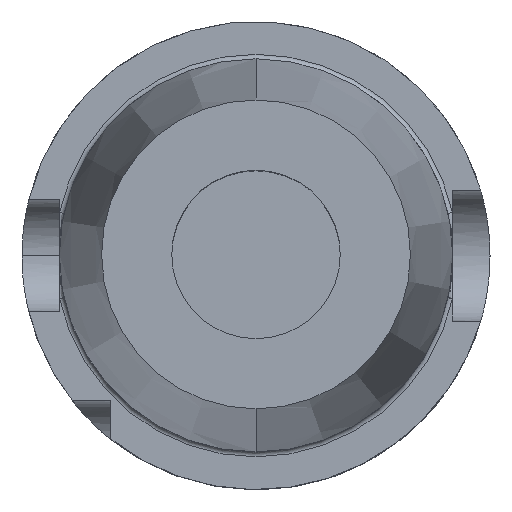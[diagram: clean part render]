
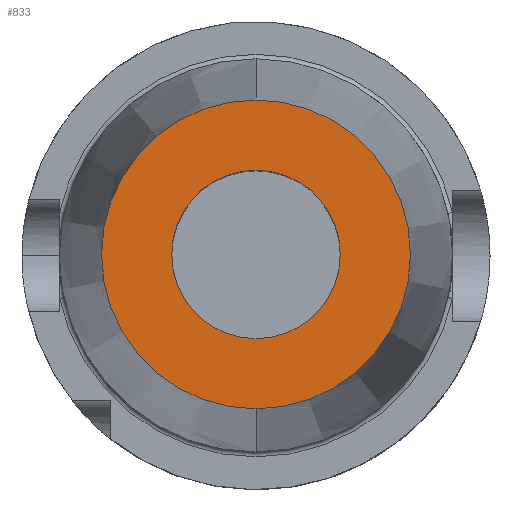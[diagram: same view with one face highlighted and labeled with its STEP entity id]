
A CAD part, top view. The second image highlights one B-rep face of the part: STEP entity #833.
In plain terms, the highlighted planar face has unit normal (0, 0, 1).
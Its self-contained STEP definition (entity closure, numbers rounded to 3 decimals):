
#27 = CARTESIAN_POINT ( 'NONE',  ( 0., 0., 95. ) ) ;
#310 = DIRECTION ( 'NONE',  ( 0., 1., 0. ) ) ;
#541 = CARTESIAN_POINT ( 'NONE',  ( 0., 0., 95. ) ) ;
#556 = DIRECTION ( 'NONE',  ( 0., 0., -1. ) ) ;
#570 = AXIS2_PLACEMENT_3D ( 'NONE', #2671, #1102, #310 ) ;
#573 = DIRECTION ( 'NONE',  ( -1., 0., 0. ) ) ;
#585 = CARTESIAN_POINT ( 'NONE',  ( 0., 0., 95. ) ) ;
#660 = AXIS2_PLACEMENT_3D ( 'NONE', #27, #805, #3121 ) ;
#677 = DIRECTION ( 'NONE',  ( 0., 0., -1. ) ) ;
#739 = CARTESIAN_POINT ( 'NONE',  ( -9., 0., 95. ) ) ;
#805 = DIRECTION ( 'NONE',  ( 0., 0., 1. ) ) ;
#833 = ADVANCED_FACE ( 'NONE', ( #1556, #3393 ), #1310, .T. ) ;
#891 = CIRCLE ( 'NONE', #1960, 9. ) ;
#921 = EDGE_CURVE ( 'NONE', #2658, #1285, #2035, .T. ) ;
#991 = ORIENTED_EDGE ( 'NONE', *, *, #921, .T. ) ;
#1102 = DIRECTION ( 'NONE',  ( 0., 0., -1. ) ) ;
#1285 = VERTEX_POINT ( 'NONE', #739 ) ;
#1310 = PLANE ( 'NONE',  #660 ) ;
#1354 = EDGE_CURVE ( 'NONE', #2376, #2856, #3140, .T. ) ;
#1414 = DIRECTION ( 'NONE',  ( -1., 0., 0. ) ) ;
#1556 = FACE_BOUND ( 'NONE', #2667, .T. ) ;
#1644 = ORIENTED_EDGE ( 'NONE', *, *, #2028, .T. ) ;
#1704 = CARTESIAN_POINT ( 'NONE',  ( 9., 0., 95. ) ) ;
#1883 = AXIS2_PLACEMENT_3D ( 'NONE', #585, #3183, #573 ) ;
#1938 = EDGE_LOOP ( 'NONE', ( #2132, #2981 ) ) ;
#1944 = EDGE_CURVE ( 'NONE', #2856, #2376, #3217, .T. ) ;
#1960 = AXIS2_PLACEMENT_3D ( 'NONE', #3234, #677, #1414 ) ;
#2028 = EDGE_CURVE ( 'NONE', #1285, #2658, #891, .T. ) ;
#2035 = CIRCLE ( 'NONE', #1883, 9. ) ;
#2132 = ORIENTED_EDGE ( 'NONE', *, *, #1944, .F. ) ;
#2240 = CARTESIAN_POINT ( 'NONE',  ( 0., -16.5, 95. ) ) ;
#2376 = VERTEX_POINT ( 'NONE', #2240 ) ;
#2658 = VERTEX_POINT ( 'NONE', #1704 ) ;
#2667 = EDGE_LOOP ( 'NONE', ( #1644, #991 ) ) ;
#2671 = CARTESIAN_POINT ( 'NONE',  ( 0., 0., 95. ) ) ;
#2793 = CARTESIAN_POINT ( 'NONE',  ( 0., 16.5, 95. ) ) ;
#2856 = VERTEX_POINT ( 'NONE', #2793 ) ;
#2981 = ORIENTED_EDGE ( 'NONE', *, *, #1354, .F. ) ;
#3107 = AXIS2_PLACEMENT_3D ( 'NONE', #541, #556, #3167 ) ;
#3121 = DIRECTION ( 'NONE',  ( 0., -1., 0. ) ) ;
#3140 = CIRCLE ( 'NONE', #3107, 16.5 ) ;
#3167 = DIRECTION ( 'NONE',  ( 0., 1., 0. ) ) ;
#3183 = DIRECTION ( 'NONE',  ( 0., 0., -1. ) ) ;
#3217 = CIRCLE ( 'NONE', #570, 16.5 ) ;
#3234 = CARTESIAN_POINT ( 'NONE',  ( 0., 0., 95. ) ) ;
#3393 = FACE_OUTER_BOUND ( 'NONE', #1938, .T. ) ;
